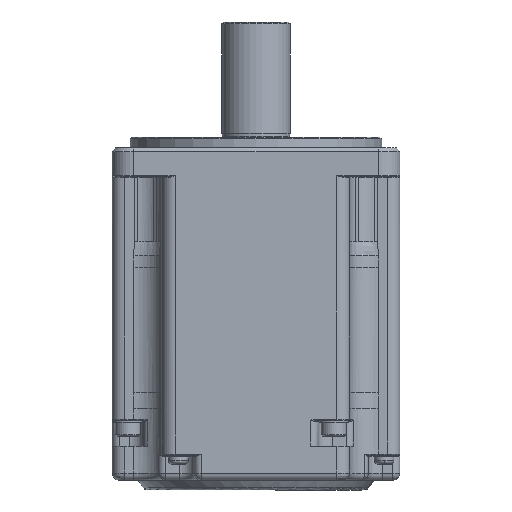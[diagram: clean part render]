
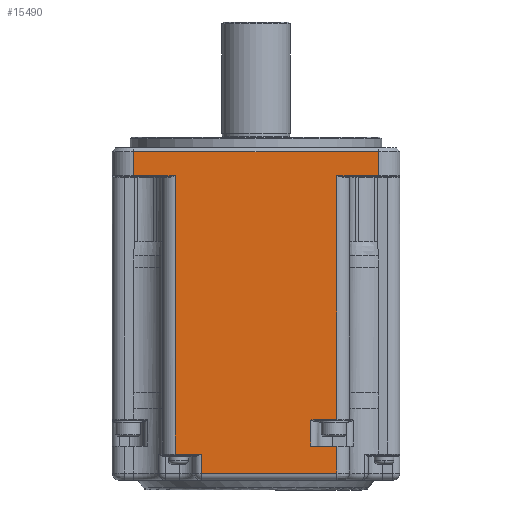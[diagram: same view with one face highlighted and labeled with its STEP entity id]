
A CAD part, front view. The second image highlights one B-rep face of the part: STEP entity #15490.
In plain terms, the highlighted planar face has unit normal (0, -1, 0).
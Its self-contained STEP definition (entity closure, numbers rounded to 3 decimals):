
#3259=CARTESIAN_POINT('',(22.5,-40.,-93.4));
#3260=VERTEX_POINT('',#3259);
#3285=CARTESIAN_POINT('',(-15.2,-40.,-93.4));
#3286=VERTEX_POINT('',#3285);
#3296=CARTESIAN_POINT('',(22.5,-40.,-93.4));
#3297=DIRECTION('',(-1.,0.,0.));
#3298=VECTOR('',#3297,37.7);
#3299=LINE('',#3296,#3298);
#3300=EDGE_CURVE('',#3260,#3286,#3299,.T.);
#4646=CARTESIAN_POINT('',(15.2,-40.,-85.9));
#4647=VERTEX_POINT('',#4646);
#4655=CARTESIAN_POINT('',(22.5,-40.,-85.9));
#4656=VERTEX_POINT('',#4655);
#4657=CARTESIAN_POINT('',(15.2,-40.,-85.9));
#4658=DIRECTION('',(1.,0.,0.));
#4659=VECTOR('',#4658,7.3);
#4660=LINE('',#4657,#4659);
#4661=EDGE_CURVE('',#4647,#4656,#4660,.T.);
#4845=CARTESIAN_POINT('',(22.5,-40.,-78.45));
#4846=VERTEX_POINT('',#4845);
#4869=CARTESIAN_POINT('',(-22.5,-40.,-88.1));
#4870=VERTEX_POINT('',#4869);
#4888=CARTESIAN_POINT('',(-15.2,-40.,-88.1));
#4889=VERTEX_POINT('',#4888);
#4904=CARTESIAN_POINT('',(-15.2,-40.,-88.1));
#4905=DIRECTION('',(-1.,0.,0.));
#4906=VECTOR('',#4905,7.3);
#4907=LINE('',#4904,#4906);
#4908=EDGE_CURVE('',#4889,#4870,#4907,.T.);
#4925=CARTESIAN_POINT('',(-15.2,-40.,-93.4));
#4926=DIRECTION('',(0.,0.,1.));
#4927=VECTOR('',#4926,5.3);
#4928=LINE('',#4925,#4927);
#4929=EDGE_CURVE('',#3286,#4889,#4928,.T.);
#4970=CARTESIAN_POINT('',(22.5,-40.,-85.9));
#4971=DIRECTION('',(0.,0.,-1.));
#4972=VECTOR('',#4971,7.5);
#4973=LINE('',#4970,#4972);
#4974=EDGE_CURVE('',#4656,#3260,#4973,.T.);
#4987=CARTESIAN_POINT('',(15.2,-40.,-78.7));
#4988=VERTEX_POINT('',#4987);
#4989=CARTESIAN_POINT('',(15.2,-40.,-78.7));
#4990=DIRECTION('',(0.,0.,-1.));
#4991=VECTOR('',#4990,7.2);
#4992=LINE('',#4989,#4991);
#4993=EDGE_CURVE('',#4988,#4647,#4992,.T.);
#5190=CARTESIAN_POINT('',(16.615,-40.,-78.45));
#5191=VERTEX_POINT('',#5190);
#5201=CARTESIAN_POINT('',(16.615,-40.,-78.45));
#5202=CARTESIAN_POINT('',(16.572,-40.,-78.451));
#5203=CARTESIAN_POINT('',(16.43,-40.,-78.463));
#5204=CARTESIAN_POINT('',(16.2,-40.,-78.492));
#5205=CARTESIAN_POINT('',(15.953,-40.,-78.528));
#5206=CARTESIAN_POINT('',(15.718,-40.,-78.566));
#5207=CARTESIAN_POINT('',(15.395,-40.,-78.631));
#5208=CARTESIAN_POINT('',(15.247,-40.,-78.674));
#5209=CARTESIAN_POINT('',(15.2,-40.,-78.7));
#5210=B_SPLINE_CURVE_WITH_KNOTS('',3,(#5201,#5202,#5203,#5204,#5205,#5206,#5207,#5208,#5209),.UNSPECIFIED.,.F.,.U.,(4,1,1,1,1,1,4),(0.,0.208,0.375,0.417,0.625,0.75,1.),.UNSPECIFIED.);
#5211=EDGE_CURVE('',#5191,#4988,#5210,.T.);
#5234=CARTESIAN_POINT('',(22.5,-40.,-78.45));
#5235=DIRECTION('',(-1.,0.,0.));
#5236=VECTOR('',#5235,5.885);
#5237=LINE('',#5234,#5236);
#5238=EDGE_CURVE('',#4846,#5191,#5237,.T.);
#15421=CARTESIAN_POINT('',(0.,-40.,-48.7));
#15422=DIRECTION('',(0.,0.,1.));
#15423=DIRECTION('',(0.,-1.,0.));
#15424=AXIS2_PLACEMENT_3D('',#15421,#15423,#15422);
#15425=PLANE('',#15424);
#15426=ORIENTED_EDGE('',*,*,#4908,.F.);
#15427=ORIENTED_EDGE('',*,*,#4929,.F.);
#15428=ORIENTED_EDGE('',*,*,#3300,.F.);
#15429=ORIENTED_EDGE('',*,*,#4974,.F.);
#15430=ORIENTED_EDGE('',*,*,#4661,.F.);
#15431=ORIENTED_EDGE('',*,*,#4993,.F.);
#15432=ORIENTED_EDGE('',*,*,#5211,.F.);
#15433=ORIENTED_EDGE('',*,*,#5238,.F.);
#15434=CARTESIAN_POINT('',(22.5,-40.,-10.7));
#15435=VERTEX_POINT('',#15434);
#15436=CARTESIAN_POINT('',(22.5,-40.,-78.45));
#15437=DIRECTION('',(0.,0.,1.));
#15438=VECTOR('',#15437,67.75);
#15439=LINE('',#15436,#15438);
#15440=EDGE_CURVE('',#4846,#15435,#15439,.T.);
#15441=ORIENTED_EDGE('',*,*,#15440,.T.);
#15442=CARTESIAN_POINT('',(34.,-40.,-10.7));
#15443=VERTEX_POINT('',#15442);
#15444=CARTESIAN_POINT('',(22.5,-40.,-10.7));
#15445=DIRECTION('',(1.,0.,0.));
#15446=VECTOR('',#15445,11.5);
#15447=LINE('',#15444,#15446);
#15448=EDGE_CURVE('',#15435,#15443,#15447,.T.);
#15449=ORIENTED_EDGE('',*,*,#15448,.T.);
#15450=CARTESIAN_POINT('',(34.,-40.,-4.));
#15451=VERTEX_POINT('',#15450);
#15452=CARTESIAN_POINT('',(34.,-40.,-10.7));
#15453=DIRECTION('',(0.,0.,1.));
#15454=VECTOR('',#15453,6.7);
#15455=LINE('',#15452,#15454);
#15456=EDGE_CURVE('',#15443,#15451,#15455,.T.);
#15457=ORIENTED_EDGE('',*,*,#15456,.T.);
#15458=CARTESIAN_POINT('',(-34.,-40.,-4.));
#15459=VERTEX_POINT('',#15458);
#15460=CARTESIAN_POINT('',(34.,-40.,-4.));
#15461=DIRECTION('',(-1.,0.,0.));
#15462=VECTOR('',#15461,68.);
#15463=LINE('',#15460,#15462);
#15464=EDGE_CURVE('',#15451,#15459,#15463,.T.);
#15465=ORIENTED_EDGE('',*,*,#15464,.T.);
#15466=CARTESIAN_POINT('',(-34.,-40.,-10.7));
#15467=VERTEX_POINT('',#15466);
#15468=CARTESIAN_POINT('',(-34.,-40.,-4.));
#15469=DIRECTION('',(0.,0.,-1.));
#15470=VECTOR('',#15469,6.7);
#15471=LINE('',#15468,#15470);
#15472=EDGE_CURVE('',#15459,#15467,#15471,.T.);
#15473=ORIENTED_EDGE('',*,*,#15472,.T.);
#15474=CARTESIAN_POINT('',(-22.5,-40.,-10.7));
#15475=VERTEX_POINT('',#15474);
#15476=CARTESIAN_POINT('',(-34.,-40.,-10.7));
#15477=DIRECTION('',(1.,0.,0.));
#15478=VECTOR('',#15477,11.5);
#15479=LINE('',#15476,#15478);
#15480=EDGE_CURVE('',#15467,#15475,#15479,.T.);
#15481=ORIENTED_EDGE('',*,*,#15480,.T.);
#15482=CARTESIAN_POINT('',(-22.5,-40.,-88.1));
#15483=DIRECTION('',(0.,0.,1.));
#15484=VECTOR('',#15483,77.4);
#15485=LINE('',#15482,#15484);
#15486=EDGE_CURVE('',#4870,#15475,#15485,.T.);
#15487=ORIENTED_EDGE('',*,*,#15486,.F.);
#15488=EDGE_LOOP('',(#15426,#15427,#15428,#15429,#15430,#15431,#15432,#15433,#15441,#15449,#15457,#15465,#15473,#15481,#15487));
#15489=FACE_OUTER_BOUND('',#15488,.T.);
#15490=ADVANCED_FACE('',(#15489),#15425,.T.);
